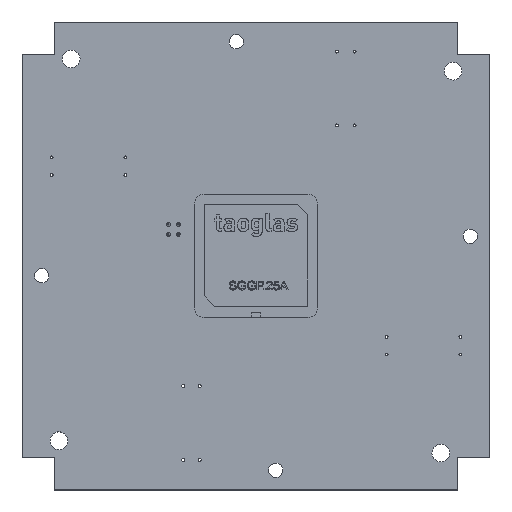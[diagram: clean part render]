
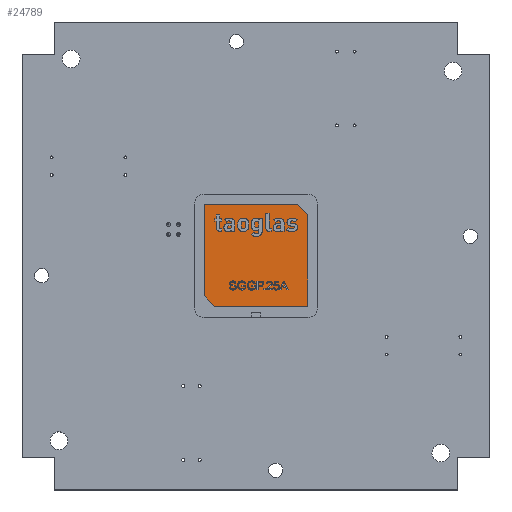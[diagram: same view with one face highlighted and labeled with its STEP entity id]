
A CAD part, top view. The second image highlights one B-rep face of the part: STEP entity #24789.
In plain terms, the highlighted planar face has unit normal (0, 0, 1).
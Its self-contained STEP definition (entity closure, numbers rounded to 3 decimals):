
#24618 = VERTEX_POINT('',#24619);
#24619 = CARTESIAN_POINT('',(-10.5,10.5,
    4.01));
#24625 = EDGE_CURVE('',#24626,#24618,#24628,.T.);
#24626 = VERTEX_POINT('',#24627);
#24627 = CARTESIAN_POINT('',(8.417,10.5,
    4.01));
#24628 = LINE('',#24629,#24630);
#24629 = CARTESIAN_POINT('',(-10.5,10.5,
    4.01));
#24630 = VECTOR('',#24631,1.);
#24631 = DIRECTION('',(-1.,0.,0.));
#24656 = EDGE_CURVE('',#24657,#24626,#24659,.T.);
#24657 = VERTEX_POINT('',#24658);
#24658 = CARTESIAN_POINT('',(10.5,8.417,
    4.01));
#24659 = LINE('',#24660,#24661);
#24660 = CARTESIAN_POINT('',(8.417,10.5,
    4.01));
#24661 = VECTOR('',#24662,1.);
#24662 = DIRECTION('',(-0.707,0.707,
    0.));
#24687 = EDGE_CURVE('',#24688,#24657,#24690,.T.);
#24688 = VERTEX_POINT('',#24689);
#24689 = CARTESIAN_POINT('',(10.5,-10.2,
    4.01));
#24690 = LINE('',#24691,#24692);
#24691 = CARTESIAN_POINT('',(10.5,-10.2,
    4.01));
#24692 = VECTOR('',#24693,1.);
#24693 = DIRECTION('',(0.,1.,0.));
#24718 = EDGE_CURVE('',#24719,#24688,#24721,.T.);
#24719 = VERTEX_POINT('',#24720);
#24720 = CARTESIAN_POINT('',(-8.417,-10.2,
    4.01));
#24721 = LINE('',#24722,#24723);
#24722 = CARTESIAN_POINT('',(-8.417,-10.2,
    4.01));
#24723 = VECTOR('',#24724,1.);
#24724 = DIRECTION('',(1.,0.,0.));
#24749 = EDGE_CURVE('',#24750,#24719,#24752,.T.);
#24750 = VERTEX_POINT('',#24751);
#24751 = CARTESIAN_POINT('',(-10.5,-8.117,
    4.01));
#24752 = LINE('',#24753,#24754);
#24753 = CARTESIAN_POINT('',(-10.5,-8.117,
    4.01));
#24754 = VECTOR('',#24755,1.);
#24755 = DIRECTION('',(0.707,-0.707,
    0.));
#24778 = EDGE_CURVE('',#24618,#24750,#24779,.T.);
#24779 = LINE('',#24780,#24781);
#24780 = CARTESIAN_POINT('',(-10.5,10.5,
    4.01));
#24781 = VECTOR('',#24782,1.);
#24782 = DIRECTION('',(0.,-1.,0.));
#24789 = ADVANCED_FACE('',(#24790),#24798,.T.);
#24790 = FACE_BOUND('',#24791,.T.);
#24791 = EDGE_LOOP('',(#24792,#24793,#24794,#24795,#24796,#24797));
#24792 = ORIENTED_EDGE('',*,*,#24778,.T.);
#24793 = ORIENTED_EDGE('',*,*,#24749,.T.);
#24794 = ORIENTED_EDGE('',*,*,#24718,.T.);
#24795 = ORIENTED_EDGE('',*,*,#24687,.T.);
#24796 = ORIENTED_EDGE('',*,*,#24656,.T.);
#24797 = ORIENTED_EDGE('',*,*,#24625,.T.);
#24798 = PLANE('',#24799);
#24799 = AXIS2_PLACEMENT_3D('',#24800,#24801,#24802);
#24800 = CARTESIAN_POINT('',(0.,0.15,
    4.01));
#24801 = DIRECTION('',(0.,0.,1.));
#24802 = DIRECTION('',(0.,-1.,0.));
